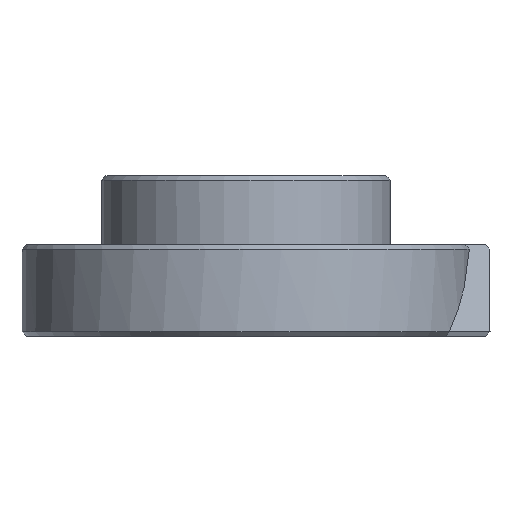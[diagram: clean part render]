
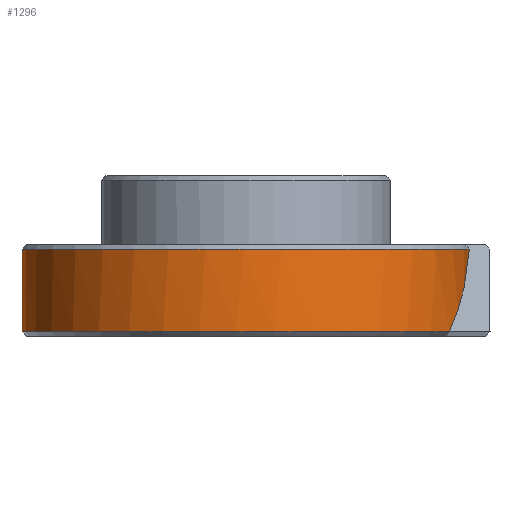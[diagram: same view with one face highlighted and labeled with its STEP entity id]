
A CAD part, left-side view. The second image highlights one B-rep face of the part: STEP entity #1296.
In plain terms, the highlighted cylindrical face has radius 19.5 mm (diameter 39 mm), a partial arc.
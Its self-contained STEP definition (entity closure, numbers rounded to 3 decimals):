
#27=ELLIPSE('',#1420,27.577,19.5);
#101=LINE('',#2046,#201);
#201=VECTOR('',#1605,10.);
#293=CYLINDRICAL_SURFACE('',#1418,19.5);
#318=FACE_OUTER_BOUND('',#402,.T.);
#402=EDGE_LOOP('',(#946,#947,#948,#949));
#517=CIRCLE('',#1417,19.5);
#518=CIRCLE('',#1419,19.5);
#599=VERTEX_POINT('',#2024);
#600=VERTEX_POINT('',#2025);
#603=VERTEX_POINT('',#2042);
#604=VERTEX_POINT('',#2043);
#727=EDGE_CURVE('',#599,#600,#517,.T.);
#732=EDGE_CURVE('',#603,#604,#518,.T.);
#733=EDGE_CURVE('',#600,#603,#27,.T.);
#734=EDGE_CURVE('',#604,#599,#101,.T.);
#946=ORIENTED_EDGE('',*,*,#732,.F.);
#947=ORIENTED_EDGE('',*,*,#733,.F.);
#948=ORIENTED_EDGE('',*,*,#727,.F.);
#949=ORIENTED_EDGE('',*,*,#734,.F.);
#1296=ADVANCED_FACE('',(#318),#293,.T.);
#1417=AXIS2_PLACEMENT_3D('',#2026,#1597,#1598);
#1418=AXIS2_PLACEMENT_3D('',#2041,#1599,#1600);
#1419=AXIS2_PLACEMENT_3D('',#2044,#1601,#1602);
#1420=AXIS2_PLACEMENT_3D('',#2045,#1603,#1604);
#1597=DIRECTION('center_axis',(0.,0.,
1.));
#1598=DIRECTION('ref_axis',(-1.,0.,0.));
#1599=DIRECTION('center_axis',(0.,0.,
1.));
#1600=DIRECTION('ref_axis',(-1.,0.,0.));
#1601=DIRECTION('center_axis',(0.,0.,
-1.));
#1602=DIRECTION('ref_axis',(-1.,0.,0.));
#1603=DIRECTION('center_axis',(0.707,0.,-0.707));
#1604=DIRECTION('ref_axis',(-0.707,0.,-0.707));
#1605=DIRECTION('',(0.,0.,1.));
#2024=CARTESIAN_POINT('',(16.439,10.489,7.6));
#2025=CARTESIAN_POINT('',(-0.887,-19.48,7.6));
#2026=CARTESIAN_POINT('Origin',(0.,0.,
7.6));
#2041=CARTESIAN_POINT('Origin',(0.,0.,
8.));
#2042=CARTESIAN_POINT('',(-8.087,-17.744,0.4));
#2043=CARTESIAN_POINT('',(16.439,10.489,0.4));
#2044=CARTESIAN_POINT('Origin',(0.,0.,
0.4));
#2045=CARTESIAN_POINT('Origin',(0.,0.,
8.487));
#2046=CARTESIAN_POINT('',(16.439,10.489,8.));
